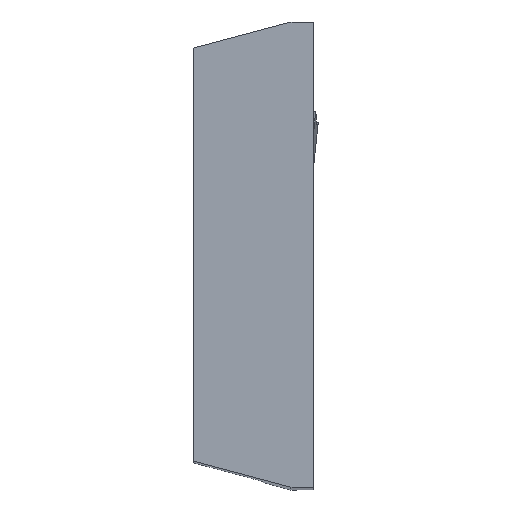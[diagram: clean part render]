
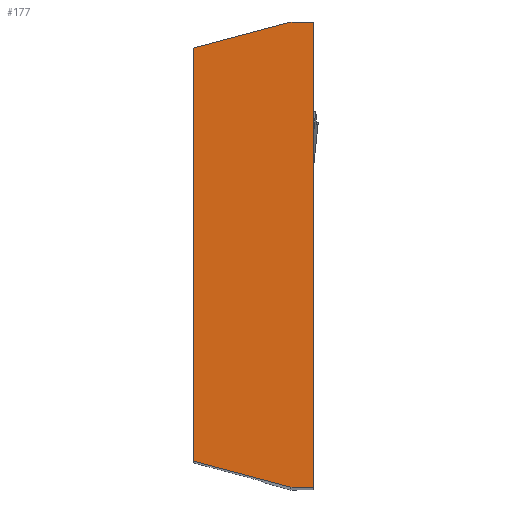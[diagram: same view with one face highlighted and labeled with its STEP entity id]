
A CAD part, top view. The second image highlights one B-rep face of the part: STEP entity #177.
In plain terms, the highlighted planar face has unit normal (0, 0, 1).
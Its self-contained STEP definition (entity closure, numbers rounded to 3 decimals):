
#139=PLANE('',#1456);
#177=ADVANCED_FACE('CU_SU_BACK',(#265),#139,.F.);
#265=FACE_OUTER_BOUND('',#331,.T.);
#331=EDGE_LOOP('',(#708,#709,#710,#711,#712,#713));
#412=LINE('',#1919,#529);
#439=LINE('',#2076,#556);
#440=LINE('',#2078,#557);
#441=LINE('',#2080,#558);
#442=LINE('',#2081,#559);
#443=LINE('',#2083,#560);
#529=VECTOR('',#1568,1.);
#556=VECTOR('',#1629,1.);
#557=VECTOR('',#1632,1.);
#558=VECTOR('',#1633,1.);
#559=VECTOR('',#1634,1.);
#560=VECTOR('',#1635,1.);
#708=ORIENTED_EDGE('',*,*,#1197,.T.);
#709=ORIENTED_EDGE('',*,*,#1198,.T.);
#710=ORIENTED_EDGE('',*,*,#1196,.F.);
#711=ORIENTED_EDGE('',*,*,#1199,.F.);
#712=ORIENTED_EDGE('',*,*,#1200,.F.);
#713=ORIENTED_EDGE('',*,*,#1152,.F.);
#1026=VERTEX_POINT('',#1918);
#1027=VERTEX_POINT('',#1920);
#1064=VERTEX_POINT('',#2073);
#1065=VERTEX_POINT('',#2075);
#1066=VERTEX_POINT('',#2079);
#1067=VERTEX_POINT('',#2082);
#1152=EDGE_CURVE('',#1026,#1027,#412,.T.);
#1196=EDGE_CURVE('',#1065,#1064,#439,.T.);
#1197=EDGE_CURVE('',#1026,#1066,#440,.T.);
#1198=EDGE_CURVE('',#1066,#1064,#441,.T.);
#1199=EDGE_CURVE('',#1067,#1065,#442,.T.);
#1200=EDGE_CURVE('',#1027,#1067,#443,.T.);
#1456=AXIS2_PLACEMENT_3D('',#2084,#1636,#1637);
#1568=DIRECTION('',(0.,-1.,0.));
#1629=DIRECTION('',(0.,1.,0.));
#1632=DIRECTION('',(-1.,0.,0.));
#1633=DIRECTION('',(-0.966,-0.259,0.));
#1634=DIRECTION('',(-0.966,0.259,0.));
#1635=DIRECTION('',(-1.,0.,0.));
#1636=DIRECTION('',(0.,0.,-1.));
#1637=DIRECTION('',(-1.,0.,0.));
#1918=CARTESIAN_POINT('',(0.,31.498,0.));
#1919=CARTESIAN_POINT('',(0.,-8.,0.));
#1920=CARTESIAN_POINT('',(0.,0.402,0.));
#2073=CARTESIAN_POINT('',(-8.,29.756,0.));
#2075=CARTESIAN_POINT('',(-8.,2.144,0.));
#2076=CARTESIAN_POINT('',(-8.,39.9,0.));
#2078=CARTESIAN_POINT('',(0.,31.498,0.));
#2079=CARTESIAN_POINT('',(-1.5,31.498,0.));
#2080=CARTESIAN_POINT('',(-1.5,31.498,0.));
#2081=CARTESIAN_POINT('',(-1.5,0.402,0.));
#2082=CARTESIAN_POINT('',(-1.5,0.402,0.));
#2083=CARTESIAN_POINT('',(0.,0.402,0.));
#2084=CARTESIAN_POINT('',(0.,0.,0.));
